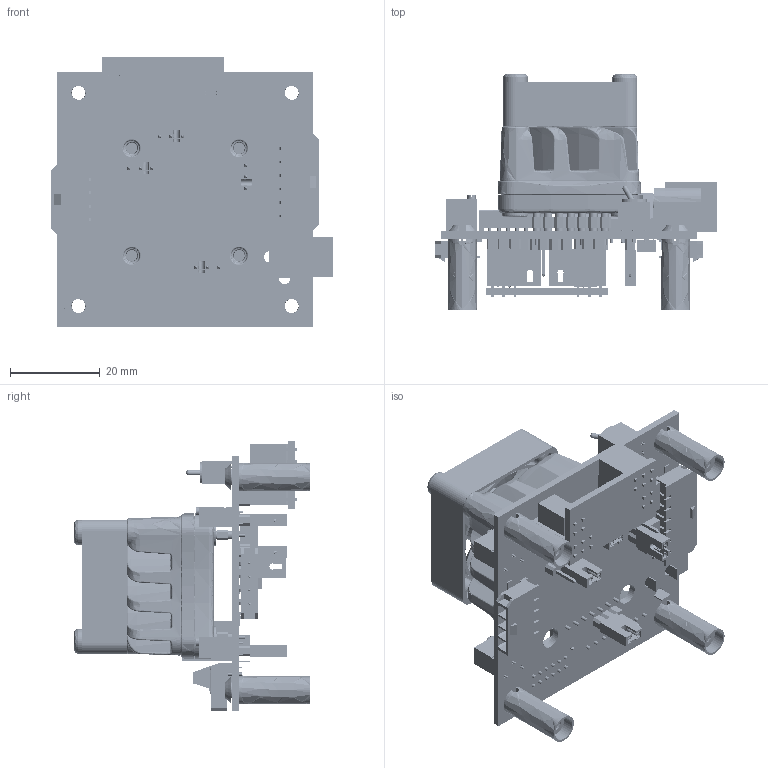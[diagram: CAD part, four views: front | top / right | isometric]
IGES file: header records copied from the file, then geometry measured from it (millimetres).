
Start section: SolidWorks IGES file using analytic representation for surfaces
Global section: file name: WLD3393 Eval Brd w_Module_HS_Fan.IGS; native system: SolidWorks 2013; preprocessor: SolidWorks 2013; author: gniebel; date: 130325.110831; units: inch
Bounding box: 62.87 x 52.67 x 60.49 mm (x, y, z)
Surface area: 40818.1 mm2 (no closed solid volume)
Topology: 0 solids, 0 shells, 4207 faces, 35687 edges, 35509 vertices
Faces by surface type: bspline 3096, revolution 1111
